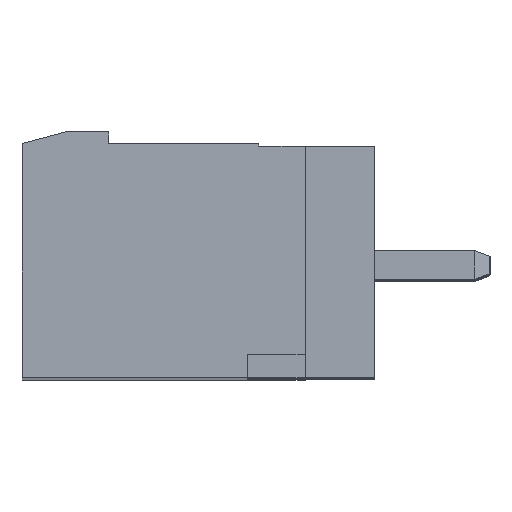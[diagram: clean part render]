
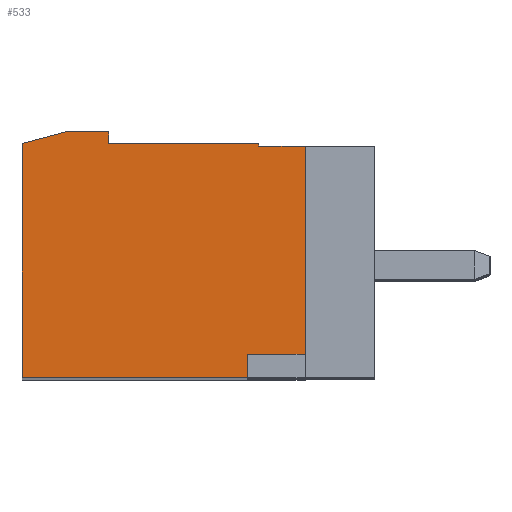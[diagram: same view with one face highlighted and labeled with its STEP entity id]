
A CAD part, top view. The second image highlights one B-rep face of the part: STEP entity #533.
In plain terms, the highlighted planar face has unit normal (0, 0, 1).
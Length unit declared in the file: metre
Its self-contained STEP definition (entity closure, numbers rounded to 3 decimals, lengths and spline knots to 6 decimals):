
#533=ADVANCED_FACE('',(#1478),#1479,.F.);
#1478=FACE_OUTER_BOUND('',#2877,.T.);
#1479=PLANE('',#2878);
#2877=EDGE_LOOP('',(#4540,#4541,#4542,#4543,#4544,#4545,#4546,#4547,#4548,#4549,#4550));
#2878=AXIS2_PLACEMENT_3D('',#4551,#4552,#4553);
#4540=ORIENTED_EDGE('',*,*,#8528,.F.);
#4541=ORIENTED_EDGE('',*,*,#8531,.F.);
#4542=ORIENTED_EDGE('',*,*,#8532,.T.);
#4543=ORIENTED_EDGE('',*,*,#8533,.F.);
#4544=ORIENTED_EDGE('',*,*,#8534,.F.);
#4545=ORIENTED_EDGE('',*,*,#8535,.F.);
#4546=ORIENTED_EDGE('',*,*,#8536,.F.);
#4547=ORIENTED_EDGE('',*,*,#8537,.F.);
#4548=ORIENTED_EDGE('',*,*,#8538,.F.);
#4549=ORIENTED_EDGE('',*,*,#8438,.F.);
#4550=ORIENTED_EDGE('',*,*,#8539,.F.);
#4551=CARTESIAN_POINT('',(-0.007835,0.113995,-0.06516));
#4552=DIRECTION('',(0.,0.,-1.0));
#4553=DIRECTION('',(0.,-1.0,0.));
#8438=EDGE_CURVE('',#10118,#10119,#10120,.T.);
#8528=EDGE_CURVE('',#10293,#10295,#10296,.T.);
#8531=EDGE_CURVE('',#10299,#10293,#10300,.T.);
#8532=EDGE_CURVE('',#10299,#10301,#10302,.T.);
#8533=EDGE_CURVE('',#10303,#10301,#10304,.T.);
#8534=EDGE_CURVE('',#10305,#10303,#10306,.T.);
#8535=EDGE_CURVE('',#10307,#10305,#10308,.T.);
#8536=EDGE_CURVE('',#10309,#10307,#10310,.T.);
#8537=EDGE_CURVE('',#10311,#10309,#10312,.T.);
#8538=EDGE_CURVE('',#10119,#10311,#10313,.T.);
#8539=EDGE_CURVE('',#10295,#10118,#10314,.T.);
#10118=VERTEX_POINT('',#12572);
#10119=VERTEX_POINT('',#12573);
#10120=LINE('',#12574,#12575);
#10293=VERTEX_POINT('',#12835);
#10295=VERTEX_POINT('',#12838);
#10296=LINE('',#12839,#12840);
#10299=VERTEX_POINT('',#12844);
#10300=LINE('',#12845,#12846);
#10301=VERTEX_POINT('',#12847);
#10302=LINE('',#12848,#12849);
#10303=VERTEX_POINT('',#12850);
#10304=LINE('',#12851,#12852);
#10305=VERTEX_POINT('',#12853);
#10306=LINE('',#12854,#12855);
#10307=VERTEX_POINT('',#12856);
#10308=LINE('',#12857,#12858);
#10309=VERTEX_POINT('',#12859);
#10310=LINE('',#12860,#12861);
#10311=VERTEX_POINT('',#12862);
#10312=LINE('',#12863,#12864);
#10313=LINE('',#12865,#12866);
#10314=LINE('',#12867,#12868);
#12572=CARTESIAN_POINT('',(-0.010835,0.113495,-0.06516));
#12573=CARTESIAN_POINT('',(-0.009342,0.113895,-0.06516));
#12574=CARTESIAN_POINT('',(-0.009342,0.113895,-0.06516));
#12575=VECTOR('',#15917,1.0);
#12835=CARTESIAN_POINT('',(-0.003035,0.105395,-0.06516));
#12838=CARTESIAN_POINT('',(-0.010835,0.105395,-0.06516));
#12839=CARTESIAN_POINT('',(-0.010835,0.105395,-0.06516));
#12840=VECTOR('',#16006,1.0);
#12844=CARTESIAN_POINT('',(-0.003035,0.106195,-0.06516));
#12845=CARTESIAN_POINT('',(-0.003035,0.113995,-0.06516));
#12846=VECTOR('',#16008,1.0);
#12847=CARTESIAN_POINT('',(-0.001035,0.106195,-0.06516));
#12848=CARTESIAN_POINT('',(-0.007835,0.106195,-0.06516));
#12849=VECTOR('',#16009,1.0);
#12850=CARTESIAN_POINT('',(-0.001035,0.113395,-0.06516));
#12851=CARTESIAN_POINT('',(-0.001035,0.105395,-0.06516));
#12852=VECTOR('',#16010,1.0);
#12853=CARTESIAN_POINT('',(-0.002635,0.113395,-0.06516));
#12854=CARTESIAN_POINT('',(-0.001035,0.113395,-0.06516));
#12855=VECTOR('',#16011,1.0);
#12856=CARTESIAN_POINT('',(-0.002635,0.113495,-0.06516));
#12857=CARTESIAN_POINT('',(-0.002635,0.113295,-0.06516));
#12858=VECTOR('',#16012,1.0);
#12859=CARTESIAN_POINT('',(-0.007835,0.113495,-0.06516));
#12860=CARTESIAN_POINT('',(-0.002635,0.113495,-0.06516));
#12861=VECTOR('',#16013,1.0);
#12862=CARTESIAN_POINT('',(-0.007835,0.113895,-0.06516));
#12863=CARTESIAN_POINT('',(-0.007835,0.113495,-0.06516));
#12864=VECTOR('',#16014,1.0);
#12865=CARTESIAN_POINT('',(-0.007835,0.113895,-0.06516));
#12866=VECTOR('',#16015,1.0);
#12867=CARTESIAN_POINT('',(-0.010835,0.113595,-0.06516));
#12868=VECTOR('',#16016,1.0);
#15917=DIRECTION('',(0.966,0.259,0.));
#16006=DIRECTION('',(-1.0,0.,0.));
#16008=DIRECTION('',(0.,-1.0,0.));
#16009=DIRECTION('',(1.0,0.0,0.));
#16010=DIRECTION('',(0.,-1.0,0.));
#16011=DIRECTION('',(1.0,0.,0.));
#16012=DIRECTION('',(0.,-1.0,0.));
#16013=DIRECTION('',(1.0,0.,0.));
#16014=DIRECTION('',(0.,-1.0,0.));
#16015=DIRECTION('',(1.0,0.,0.));
#16016=DIRECTION('',(0.,1.0,0.));
